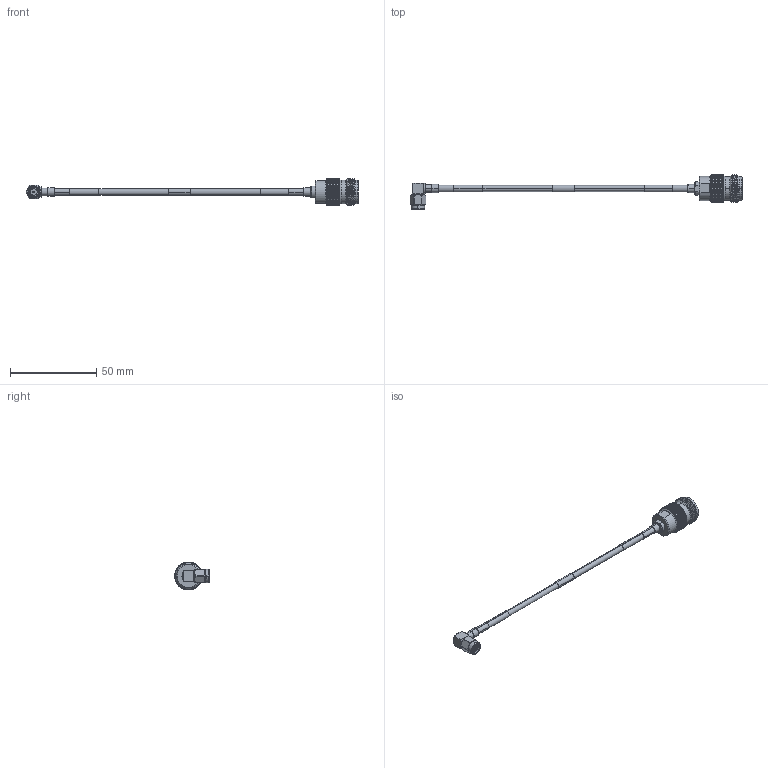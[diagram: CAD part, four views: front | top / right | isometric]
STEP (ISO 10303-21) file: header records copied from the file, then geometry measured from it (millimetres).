
FILE_DESCRIPTION (( 'STEP AP214' ), '1' );
FILE_NAME ('LCCA30479_3D.STEP', '2020-04-23T15:52:52', ( '' ), ( '' ), 'SwSTEP 2.0', 'SolidWorks 2018', '' );
FILE_SCHEMA (( 'AUTOMOTIVE_DESIGN' ));
Length unit declared in the file: inch
Products named in the file (6): 1AW01-003_.152 ID; LCCN3055; LC141TBJ-PROD; LC141TBJ (141 Formable with HeatShrink); LCCN3045; LCCA30479_3D
Assembly tree (7 placements, depth 3):
  LCCA30479_3D
    LC141TBJ-PROD
      LC141TBJ (141 Formable with HeatShrink)
      1AW01-003_.152 ID  x3
    LCCN3045
    LCCN3055
Bounding box: 192.48 x 20.07 x 16 mm (x, y, z)
Volume: 6057.4 mm3; surface area: 7155.4 mm2
Topology: 10 solids, 10 shells, 2596 faces, 5615 edges, 3060 vertices
Faces by surface type: bspline 1806, cylinder 550, plane 188, cone 48, torus 4
Entity records: 98996 total; most frequent: CARTESIAN_POINT 62431, ORIENTED_EDGE 11178, EDGE_CURVE 5589, VERTEX_POINT 3044, DIRECTION 2792, EDGE_LOOP 2615, FACE_OUTER_BOUND 2584, ADVANCED_FACE 2584
